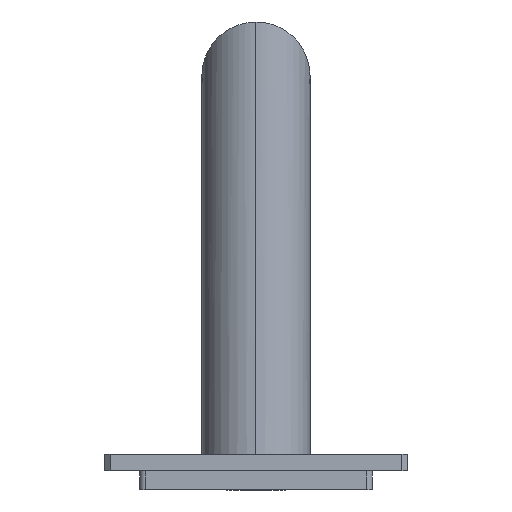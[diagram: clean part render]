
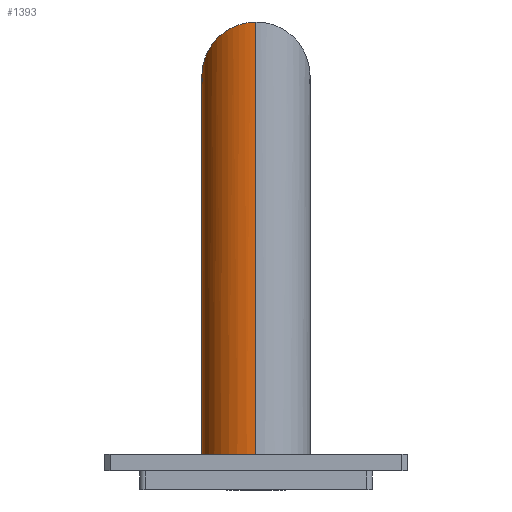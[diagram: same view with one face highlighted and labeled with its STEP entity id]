
A CAD part, left-side view. The second image highlights one B-rep face of the part: STEP entity #1393.
In plain terms, the highlighted cylindrical face has radius 10.03 mm (diameter 20.059 mm), a partial arc.
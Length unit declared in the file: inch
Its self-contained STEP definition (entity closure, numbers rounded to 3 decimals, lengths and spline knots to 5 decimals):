
#215=CARTESIAN_POINT('',(-12.,0.,0.1181));
#216=DIRECTION('',(0.,0.,-1.));
#217=DIRECTION('',(-1.,0.,0.));
#218=AXIS2_PLACEMENT_3D('',#215,#216,#217);
#374=DIRECTION('',(0.,0.,-1.));
#375=VECTOR('',#374,2.36104);
#376=CARTESIAN_POINT('',(-11.60513,0.,2.47914));
#377=LINE('',#376,#375);
#378=CARTESIAN_POINT('',(-12.,0.39487,2.87401));
#379=CARTESIAN_POINT('',(-11.98656,0.39487,2.86053));
#380=CARTESIAN_POINT('',(-11.95983,0.3935,2.83386));
#381=CARTESIAN_POINT('',(-11.9205,0.38746,2.7945));
#382=CARTESIAN_POINT('',(-11.88246,0.37764,2.75647));
#383=CARTESIAN_POINT('',(-11.84617,0.36434,2.72017));
#384=CARTESIAN_POINT('',(-11.81203,0.34793,2.68603));
#385=CARTESIAN_POINT('',(-11.78042,0.32886,2.65443));
#386=CARTESIAN_POINT('',(-11.75164,0.30766,2.62565));
#387=CARTESIAN_POINT('',(-11.72574,0.28476,2.59975));
#388=CARTESIAN_POINT('',(-11.70274,0.2606,2.57675));
#389=CARTESIAN_POINT('',(-11.68259,0.2356,2.55659));
#390=CARTESIAN_POINT('',(-11.66512,0.20998,2.53912));
#391=CARTESIAN_POINT('',(-11.65015,0.1839,2.52416));
#392=CARTESIAN_POINT('',(-11.6375,0.15746,2.51152));
#393=CARTESIAN_POINT('',(-11.62709,0.13087,2.50113));
#394=CARTESIAN_POINT('',(-11.61883,0.10431,2.49285));
#395=CARTESIAN_POINT('',(-11.61258,0.07789,2.48658));
#396=CARTESIAN_POINT('',(-11.60823,0.05168,2.4822));
#397=CARTESIAN_POINT('',(-11.60568,0.02573,2.47965));
#398=CARTESIAN_POINT('',(-11.60513,0.00854,2.47911));
#399=CARTESIAN_POINT('',(-11.60513,0.,2.47914));
#401=CARTESIAN_POINT('',(-12.39487,0.,3.26888));
#402=CARTESIAN_POINT('',(-12.39487,0.00854,3.26891));
#403=CARTESIAN_POINT('',(-12.39432,0.02573,3.26837));
#404=CARTESIAN_POINT('',(-12.39177,0.05168,3.26582));
#405=CARTESIAN_POINT('',(-12.38742,0.07789,3.26144));
#406=CARTESIAN_POINT('',(-12.38117,0.10431,3.25517));
#407=CARTESIAN_POINT('',(-12.37291,0.13087,3.24689));
#408=CARTESIAN_POINT('',(-12.3625,0.15746,3.2365));
#409=CARTESIAN_POINT('',(-12.34985,0.1839,3.22386));
#410=CARTESIAN_POINT('',(-12.33488,0.20998,3.2089));
#411=CARTESIAN_POINT('',(-12.31741,0.2356,3.19143));
#412=CARTESIAN_POINT('',(-12.29726,0.2606,3.17127));
#413=CARTESIAN_POINT('',(-12.27426,0.28476,3.14827));
#414=CARTESIAN_POINT('',(-12.24836,0.30766,3.12237));
#415=CARTESIAN_POINT('',(-12.21958,0.32886,3.09359));
#416=CARTESIAN_POINT('',(-12.18797,0.34793,3.06199));
#417=CARTESIAN_POINT('',(-12.15383,0.36434,3.02785));
#418=CARTESIAN_POINT('',(-12.11754,0.37764,2.99155));
#419=CARTESIAN_POINT('',(-12.0795,0.38746,2.95352));
#420=CARTESIAN_POINT('',(-12.04017,0.3935,2.91416));
#421=CARTESIAN_POINT('',(-12.01344,0.39487,2.88749));
#422=CARTESIAN_POINT('',(-12.,0.39487,2.87401));
#424=DIRECTION('',(0.,0.,-1.));
#425=VECTOR('',#424,3.15078);
#426=CARTESIAN_POINT('',(-12.39487,0.,3.26888));
#427=LINE('',#426,#425);
#999=CARTESIAN_POINT('',(-11.60513,0.,2.47914));
#1001=VERTEX_POINT('',#999);
#1003=CARTESIAN_POINT('',(-12.39487,0.,3.26888));
#1005=VERTEX_POINT('',#1003);
#1009=VERTEX_POINT('',#422);
#1014=CARTESIAN_POINT('',(-11.60513,0.,0.1181));
#1015=CARTESIAN_POINT('',(-12.39487,0.,0.1181));
#1016=VERTEX_POINT('',#1014);
#1017=VERTEX_POINT('',#1015);
#1381=CARTESIAN_POINT('',(-12.,0.,2.87401));
#1382=DIRECTION('',(0.,0.,-1.));
#1383=DIRECTION('',(1.,0.,0.));
#1384=AXIS2_PLACEMENT_3D('',#1381,#1382,#1383);
#1385=CYLINDRICAL_SURFACE('',#1384,0.39487);
#1386=ORIENTED_EDGE('',*,*,#1295,.T.);
#1387=ORIENTED_EDGE('',*,*,#1376,.F.);
#1388=ORIENTED_EDGE('',*,*,#1342,.F.);
#1389=ORIENTED_EDGE('',*,*,#1340,.F.);
#1390=ORIENTED_EDGE('',*,*,#1372,.T.);
#1391=EDGE_LOOP('',(#1386,#1387,#1388,#1389,#1390));
#1392=FACE_OUTER_BOUND('',#1391,.F.);
#1393=ADVANCED_FACE('',(#1392),#1385,.T.);
#219=CIRCLE('',#218,0.39487);
#400=B_SPLINE_CURVE_WITH_KNOTS('',3,(#378,#379,#380,#381,#382,#383,#384,#385,
#386,#387,#388,#389,#390,#391,#392,#393,#394,#395,#396,#397,#398,#399),
.UNSPECIFIED.,.F.,.F.,(4,1,1,1,1,1,1,1,1,1,1,1,1,1,1,1,1,1,1,4),(0.,
0.05263,0.10526,0.15789,0.21053,
0.26316,0.31579,0.36842,0.42105,
0.47368,0.52632,0.57895,0.63158,
0.68421,0.73684,0.78947,0.84211,
0.89474,0.94737,1.),.UNSPECIFIED.);
#423=B_SPLINE_CURVE_WITH_KNOTS('',3,(#401,#402,#403,#404,#405,#406,#407,#408,
#409,#410,#411,#412,#413,#414,#415,#416,#417,#418,#419,#420,#421,#422),
.UNSPECIFIED.,.F.,.F.,(4,1,1,1,1,1,1,1,1,1,1,1,1,1,1,1,1,1,1,4),(0.,
0.05263,0.10526,0.15789,0.21053,
0.26316,0.31579,0.36842,0.42105,
0.47368,0.52632,0.57895,0.63158,
0.68421,0.73684,0.78947,0.84211,
0.89474,0.94737,1.),.UNSPECIFIED.);
#1295=EDGE_CURVE('',#1017,#1016,#219,.T.);
#1340=EDGE_CURVE('',#1005,#1009,#423,.T.);
#1342=EDGE_CURVE('',#1009,#1001,#400,.T.);
#1372=EDGE_CURVE('',#1005,#1017,#427,.T.);
#1376=EDGE_CURVE('',#1001,#1016,#377,.T.);
